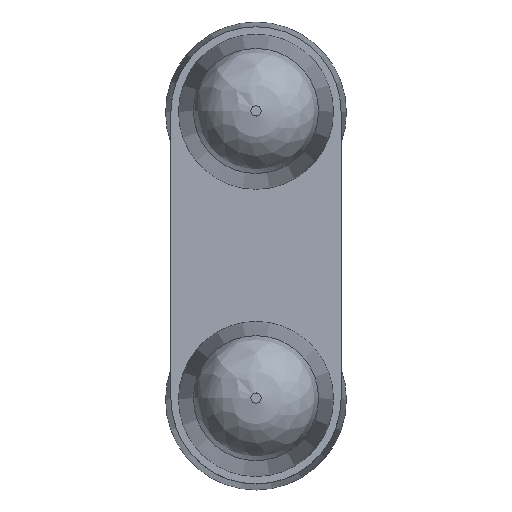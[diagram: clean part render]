
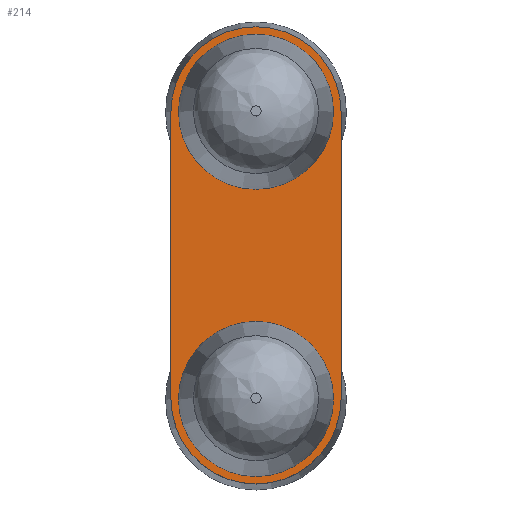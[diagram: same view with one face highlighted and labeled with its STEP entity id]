
A CAD part, top view. The second image highlights one B-rep face of the part: STEP entity #214.
In plain terms, the highlighted planar face has unit normal (0, 0, 1).
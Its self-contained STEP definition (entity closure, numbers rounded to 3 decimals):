
#25=FACE_BOUND('',#47,.T.);
#26=FACE_BOUND('',#48,.T.);
#28=FACE_OUTER_BOUND('',#46,.T.);
#46=EDGE_LOOP('',(#155,#156,#157,#158));
#47=EDGE_LOOP('',(#159));
#48=EDGE_LOOP('',(#160));
#67=CIRCLE('',#237,1.036);
#68=CIRCLE('',#238,1.036);
#69=CIRCLE('',#239,0.945);
#70=CIRCLE('',#240,0.945);
#81=LINE('',#354,#93);
#82=LINE('',#357,#94);
#93=VECTOR('',#279,10.);
#94=VECTOR('',#282,10.);
#109=VERTEX_POINT('',#350);
#110=VERTEX_POINT('',#351);
#111=VERTEX_POINT('',#353);
#112=VERTEX_POINT('',#355);
#113=VERTEX_POINT('',#358);
#114=VERTEX_POINT('',#360);
#127=EDGE_CURVE('',#109,#110,#67,.T.);
#128=EDGE_CURVE('',#110,#111,#81,.T.);
#129=EDGE_CURVE('',#111,#112,#68,.T.);
#130=EDGE_CURVE('',#112,#109,#82,.T.);
#131=EDGE_CURVE('',#113,#113,#69,.T.);
#132=EDGE_CURVE('',#114,#114,#70,.T.);
#155=ORIENTED_EDGE('',*,*,#127,.T.);
#156=ORIENTED_EDGE('',*,*,#128,.T.);
#157=ORIENTED_EDGE('',*,*,#129,.T.);
#158=ORIENTED_EDGE('',*,*,#130,.T.);
#159=ORIENTED_EDGE('',*,*,#131,.F.);
#160=ORIENTED_EDGE('',*,*,#132,.F.);
#206=PLANE('',#236);
#214=ADVANCED_FACE('',(#28,#25,#26),#206,.F.);
#236=AXIS2_PLACEMENT_3D('',#349,#275,#276);
#237=AXIS2_PLACEMENT_3D('',#352,#277,#278);
#238=AXIS2_PLACEMENT_3D('',#356,#280,#281);
#239=AXIS2_PLACEMENT_3D('',#359,#283,#284);
#240=AXIS2_PLACEMENT_3D('',#361,#285,#286);
#275=DIRECTION('center_axis',(0.,0.,-1.));
#276=DIRECTION('ref_axis',(-1.,0.,0.));
#277=DIRECTION('center_axis',(0.,0.,1.));
#278=DIRECTION('ref_axis',(-1.,0.,0.));
#279=DIRECTION('',(0.,1.,0.));
#280=DIRECTION('center_axis',(0.,0.,1.));
#281=DIRECTION('ref_axis',(1.,0.,0.));
#282=DIRECTION('',(0.,-1.,0.));
#283=DIRECTION('center_axis',(0.,0.,1.));
#284=DIRECTION('ref_axis',(1.,0.,0.));
#285=DIRECTION('center_axis',(0.,0.,1.));
#286=DIRECTION('ref_axis',(1.,0.,0.));
#349=CARTESIAN_POINT('Origin',(-1.935,-46.026,7.102));
#350=CARTESIAN_POINT('',(18.936,-52.147,7.102));
#351=CARTESIAN_POINT('',(21.008,-52.147,7.102));
#352=CARTESIAN_POINT('Origin',(19.972,-52.147,7.102));
#353=CARTESIAN_POINT('',(21.008,-48.647,7.102));
#354=CARTESIAN_POINT('',(21.008,-49.087,7.102));
#355=CARTESIAN_POINT('',(18.936,-48.647,7.102));
#356=CARTESIAN_POINT('Origin',(19.972,-48.647,7.102));
#357=CARTESIAN_POINT('',(18.936,-47.337,7.102));
#358=CARTESIAN_POINT('',(19.028,-52.147,7.102));
#359=CARTESIAN_POINT('Origin',(19.972,-52.147,7.102));
#360=CARTESIAN_POINT('',(19.028,-48.647,7.102));
#361=CARTESIAN_POINT('Origin',(19.972,-48.647,7.102));
